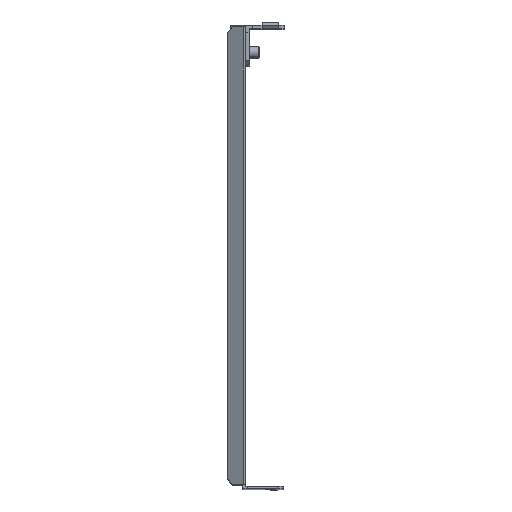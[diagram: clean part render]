
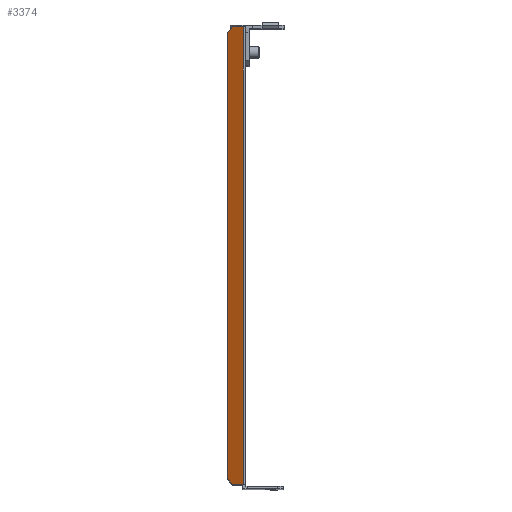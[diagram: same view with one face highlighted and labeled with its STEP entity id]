
A CAD part, top view. The second image highlights one B-rep face of the part: STEP entity #3374.
In plain terms, the highlighted planar face has unit normal (-0.5, 0, 0.866).
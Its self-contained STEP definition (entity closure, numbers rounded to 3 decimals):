
#140 = LINE ( 'NONE', #9850, #6324 ) ;
#148 = AXIS2_PLACEMENT_3D ( 'NONE', #6480, #3550, #4503 ) ;
#279 = VECTOR ( 'NONE', #3652, 1000. ) ;
#354 = CARTESIAN_POINT ( 'NONE',  ( -11.026, 3., 168.88 ) ) ;
#709 = VECTOR ( 'NONE', #1956, 1000. ) ;
#887 = CARTESIAN_POINT ( 'NONE',  ( -11.026, 245., 168.88 ) ) ;
#1227 = ORIENTED_EDGE ( 'NONE', *, *, #5791, .F. ) ;
#1675 = CARTESIAN_POINT ( 'NONE',  ( -8.428, 0., 170.38 ) ) ;
#1857 = VECTOR ( 'NONE', #11868, 1000. ) ;
#1956 = DIRECTION ( 'NONE',  ( 0.866, 0., 0.5 ) ) ;
#2058 = EDGE_CURVE ( 'NONE', #7472, #10152, #7329, .T. ) ;
#2551 = FACE_OUTER_BOUND ( 'NONE', #2802, .T. ) ;
#2582 = LINE ( 'NONE', #6453, #709 ) ;
#2676 = PLANE ( 'NONE',  #148 ) ;
#2802 = EDGE_LOOP ( 'NONE', ( #11538, #7191, #1227, #4308, #11265, #3134, #7963, #6470 ) ) ;
#3134 = ORIENTED_EDGE ( 'NONE', *, *, #11390, .T. ) ;
#3374 = ADVANCED_FACE ( 'NONE', ( #2551 ), #2676, .F. ) ;
#3427 = CARTESIAN_POINT ( 'NONE',  ( -5.25, 0., 172.215 ) ) ;
#3550 = DIRECTION ( 'NONE',  ( 0.5, 0., -0.866 ) ) ;
#3611 = CARTESIAN_POINT ( 'NONE',  ( -75.134, 248., 131.868 ) ) ;
#3652 = DIRECTION ( 'NONE',  ( -0.612, -0.707, -0.354 ) ) ;
#3905 = DIRECTION ( 'NONE',  ( 0., -1., 0. ) ) ;
#3999 = DIRECTION ( 'NONE',  ( 0., 1., 0. ) ) ;
#4142 = VERTEX_POINT ( 'NONE', #9473 ) ;
#4170 = CARTESIAN_POINT ( 'NONE',  ( -2.768, 248., 173.648 ) ) ;
#4292 = EDGE_CURVE ( 'NONE', #8582, #4793, #140, .T. ) ;
#4308 = ORIENTED_EDGE ( 'NONE', *, *, #12142, .T. ) ;
#4444 = LINE ( 'NONE', #3427, #5540 ) ;
#4503 = DIRECTION ( 'NONE',  ( -0.866, 0., -0.5 ) ) ;
#4793 = VERTEX_POINT ( 'NONE', #4170 ) ;
#5048 = CARTESIAN_POINT ( 'NONE',  ( -2.768, 0., 173.648 ) ) ;
#5178 = CARTESIAN_POINT ( 'NONE',  ( -75.134, 0., 131.868 ) ) ;
#5540 = VECTOR ( 'NONE', #10175, 1000. ) ;
#5555 = CARTESIAN_POINT ( 'NONE',  ( -11.026, 0., 168.88 ) ) ;
#5791 = EDGE_CURVE ( 'NONE', #11332, #4793, #2582, .T. ) ;
#6324 = VECTOR ( 'NONE', #3999, 1000. ) ;
#6453 = CARTESIAN_POINT ( 'NONE',  ( -75.134, 248., 131.868 ) ) ;
#6470 = ORIENTED_EDGE ( 'NONE', *, *, #8633, .T. ) ;
#6480 = CARTESIAN_POINT ( 'NONE',  ( -75.134, 0., 131.868 ) ) ;
#6549 = DIRECTION ( 'NONE',  ( 0.612, -0.707, 0.354 ) ) ;
#6617 = VERTEX_POINT ( 'NONE', #10343 ) ;
#6676 = DIRECTION ( 'NONE',  ( -0.866, 0., -0.5 ) ) ;
#7191 = ORIENTED_EDGE ( 'NONE', *, *, #4292, .T. ) ;
#7329 = LINE ( 'NONE', #1675, #11476 ) ;
#7387 = LINE ( 'NONE', #5178, #1857 ) ;
#7430 = CARTESIAN_POINT ( 'NONE',  ( -11.026, 245., 168.88 ) ) ;
#7472 = VERTEX_POINT ( 'NONE', #354 ) ;
#7602 = VECTOR ( 'NONE', #6676, 1000. ) ;
#7637 = VERTEX_POINT ( 'NONE', #7430 ) ;
#7963 = ORIENTED_EDGE ( 'NONE', *, *, #2058, .T. ) ;
#8582 = VERTEX_POINT ( 'NONE', #5048 ) ;
#8633 = EDGE_CURVE ( 'NONE', #10152, #4142, #7387, .T. ) ;
#8801 = VECTOR ( 'NONE', #3905, 1000. ) ;
#9473 = CARTESIAN_POINT ( 'NONE',  ( -5.25, 0., 172.215 ) ) ;
#9850 = CARTESIAN_POINT ( 'NONE',  ( -2.768, 0., 173.648 ) ) ;
#10152 = VERTEX_POINT ( 'NONE', #11513 ) ;
#10175 = DIRECTION ( 'NONE',  ( 0.866, 0., 0.5 ) ) ;
#10343 = CARTESIAN_POINT ( 'NONE',  ( -8.428, 248., 170.38 ) ) ;
#10362 = LINE ( 'NONE', #3611, #7602 ) ;
#10404 = LINE ( 'NONE', #887, #279 ) ;
#11113 = CARTESIAN_POINT ( 'NONE',  ( -5.25, 248., 172.215 ) ) ;
#11147 = EDGE_CURVE ( 'NONE', #6617, #7637, #10404, .T. ) ;
#11265 = ORIENTED_EDGE ( 'NONE', *, *, #11147, .T. ) ;
#11332 = VERTEX_POINT ( 'NONE', #11113 ) ;
#11390 = EDGE_CURVE ( 'NONE', #7637, #7472, #11617, .T. ) ;
#11476 = VECTOR ( 'NONE', #6549, 1000. ) ;
#11513 = CARTESIAN_POINT ( 'NONE',  ( -8.428, 0., 170.38 ) ) ;
#11538 = ORIENTED_EDGE ( 'NONE', *, *, #12022, .T. ) ;
#11617 = LINE ( 'NONE', #5555, #8801 ) ;
#11868 = DIRECTION ( 'NONE',  ( 0.866, 0., 0.5 ) ) ;
#12022 = EDGE_CURVE ( 'NONE', #4142, #8582, #4444, .T. ) ;
#12142 = EDGE_CURVE ( 'NONE', #11332, #6617, #10362, .T. ) ;
